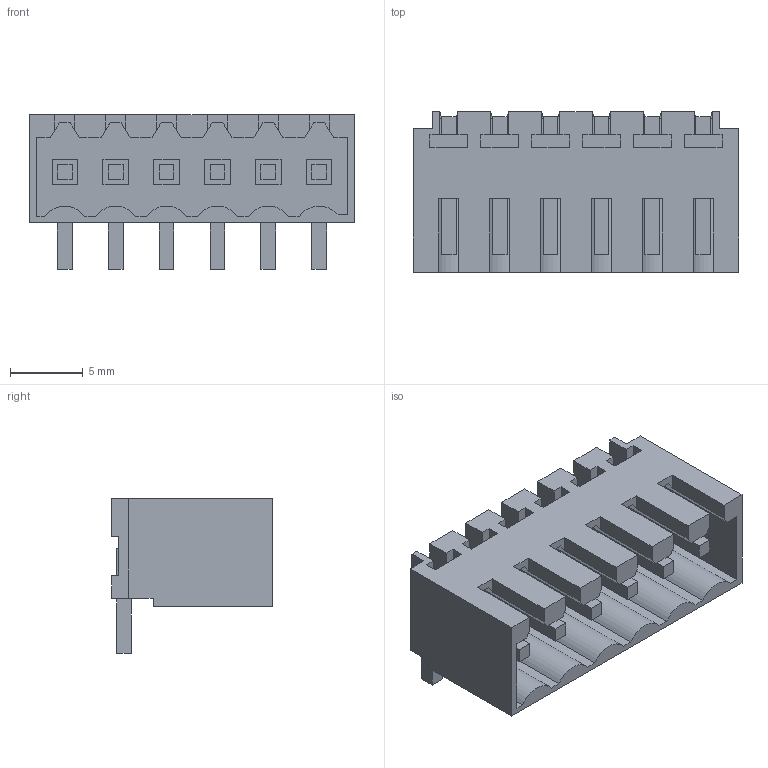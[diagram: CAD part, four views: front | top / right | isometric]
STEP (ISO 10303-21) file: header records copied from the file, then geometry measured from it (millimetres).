
FILE_DESCRIPTION(('CATIA V5 STEP Exchange','CAx-IF Rec.Pracs.--- Model Styling and Organization---1.2---2011-12-15'),'2;1');
FILE_NAME ('D1450408_0_1272690000_1272690000.stp','2018-03-10T10:16:23+00:00',('none'),('Weidmueller'),'CATIA Version 5-6 Release 2014','CATIA V5 STEP AP214','none');
FILE_SCHEMA(('AUTOMOTIVE_DESIGN { 1 0 10303 214 1 1 1 1 }'));
Length unit declared in the file: millimetre
Products named in the file (1): 1272690000
Bounding box: 22.4 x 11.05 x 10.65 mm (x, y, z)
Volume: 773.5 mm3; surface area: 2177.1 mm2
Topology: 7 solids, 7 shells, 342 faces, 999 edges, 677 vertices
Faces by surface type: plane 336, cylinder 6
Entity records: 10404 total; most frequent: ORIENTED_EDGE 1998, CARTESIAN_POINT 1865, DIRECTION 1375, EDGE_CURVE 999, VECTOR 987, LINE 987, VERTEX_POINT 677, EDGE_LOOP 360
